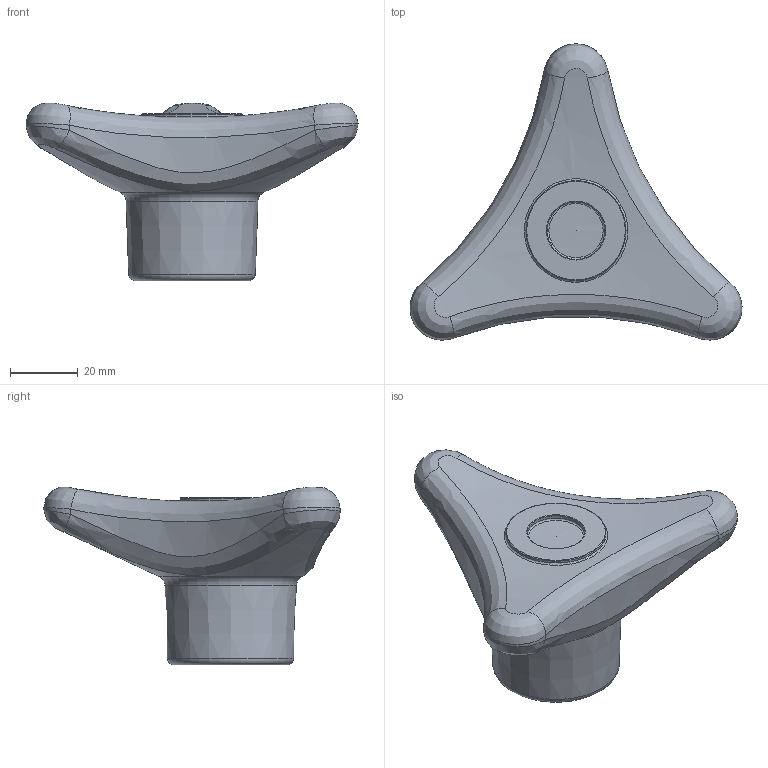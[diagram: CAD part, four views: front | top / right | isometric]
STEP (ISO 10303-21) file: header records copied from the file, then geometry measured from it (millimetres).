
FILE_DESCRIPTION( ( 'Unknown' ), '1' );
FILE_NAME( '6111070_3P110_B.stp', 'Unknown', ( 'Unknown' ), ( 'Unknown' ), 'XStep 1.0', 'Unknown', ' ' );
FILE_SCHEMA( ( 'CONFIG_CONTROL_DESIGN' ) );
Length unit declared in the file: millimetre
Products named in the file (3): Assem1; 110_M8; 1801024
Bounding box: 97.8 x 87.24 x 52.29 mm (x, y, z)
Volume: 211021.4 mm3; surface area: 35950.1 mm2
Topology: 4 solids, 4 shells, 96 faces, 208 edges, 126 vertices
Faces by surface type: cylinder 30, bspline 28, plane 14, torus 12, cone 8, sphere 4
Full cylindrical faces by diameter (mm): 6.647 x2, 10 x4, 11 x8, 16.957 x2, 29.458 x2
Entity records: 4309 total; most frequent: CARTESIAN_POINT 3368, DIRECTION 158, ORIENTED_EDGE 138, AXIS2_PLACEMENT_3D 76, EDGE_LOOP 74, EDGE_CURVE 69, FACE_OUTER_BOUND 64, VERTEX_POINT 53
